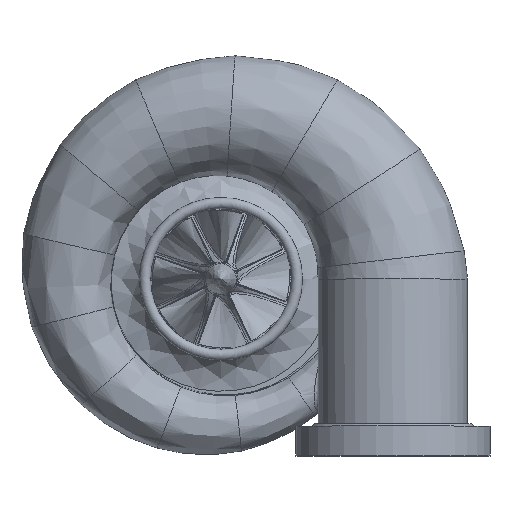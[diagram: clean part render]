
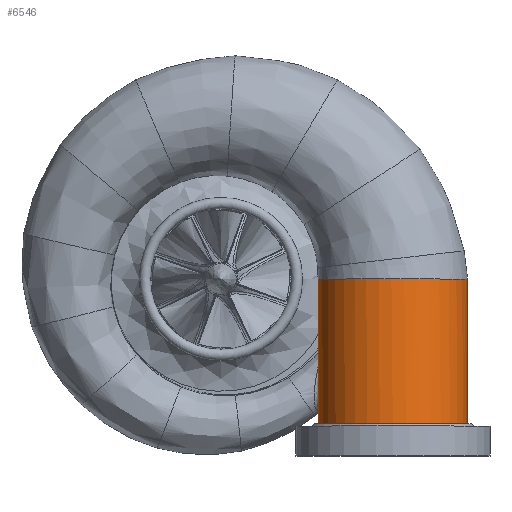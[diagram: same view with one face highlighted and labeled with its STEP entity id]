
A CAD part, top view. The second image highlights one B-rep face of the part: STEP entity #6546.
In plain terms, the highlighted cylindrical face has radius 30 mm (diameter 60 mm), a full revolution.
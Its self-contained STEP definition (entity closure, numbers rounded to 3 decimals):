
#168=CIRCLE('',#7004,30.);
#169=CIRCLE('',#7005,30.);
#170=CIRCLE('',#7006,30.);
#347=CYLINDRICAL_SURFACE('',#7003,30.);
#410=LINE('',#8951,#505);
#411=LINE('',#9258,#506);
#505=VECTOR('',#7355,10.);
#506=VECTOR('',#7364,30.);
#661=FACE_OUTER_BOUND('',#1051,.T.);
#1051=EDGE_LOOP('',(#4251,#4252,#4253,#4254,#4255,#4256,#4257,#4258,#4259));
#1501=B_SPLINE_CURVE_WITH_KNOTS('',3,(#8677,#8678,#8679,#8680,#8681,#8682,
#8683,#8684,#8685,#8686,#8687,#8688,#8689,#8690,#8691),.UNSPECIFIED.,.F.,
 .F.,(4,1,1,1,1,1,1,1,1,1,1,1,4),(-5.819,-4.966,-4.539,
-4.113,-3.687,-3.473,-3.26,
-2.976,-2.407,-2.123,-1.554,
-0.701,0.152),.UNSPECIFIED.);
#1539=B_SPLINE_CURVE_WITH_KNOTS('',3,(#9241,#9242,#9243,#9244,#9245,#9246,
#9247,#9248,#9249,#9250,#9251,#9252,#9253,#9254),.UNSPECIFIED.,.F.,.F.,
(4,2,2,2,2,2,4),(32.203,32.399,33.117,33.937,
34.757,35.576,36.396),.UNSPECIFIED.);
#1540=B_SPLINE_CURVE_WITH_KNOTS('',3,(#9262,#9263,#9264,#9265,#9266,#9267,
#9268,#9269,#9270,#9271),.UNSPECIFIED.,.F.,.F.,(4,2,2,2,4),(0.,
0.155,0.38,0.647,1.296),
 .UNSPECIFIED.);
#2318=VERTEX_POINT('',#8664);
#2320=VERTEX_POINT('',#8676);
#2339=VERTEX_POINT('',#8950);
#2353=VERTEX_POINT('',#9240);
#2354=VERTEX_POINT('',#9255);
#2355=VERTEX_POINT('',#9257);
#2356=VERTEX_POINT('',#9260);
#3061=EDGE_CURVE('',#2318,#2320,#1501,.T.);
#3084=EDGE_CURVE('',#2339,#2320,#410,.T.);
#3104=EDGE_CURVE('',#2318,#2353,#1539,.T.);
#3105=EDGE_CURVE('',#2354,#2353,#168,.T.);
#3106=EDGE_CURVE('',#2355,#2354,#411,.T.);
#3107=EDGE_CURVE('',#2355,#2355,#169,.T.);
#3108=EDGE_CURVE('',#2356,#2354,#170,.T.);
#3109=EDGE_CURVE('',#2356,#2339,#1540,.T.);
#4251=ORIENTED_EDGE('',*,*,#3084,.T.);
#4252=ORIENTED_EDGE('',*,*,#3061,.F.);
#4253=ORIENTED_EDGE('',*,*,#3104,.T.);
#4254=ORIENTED_EDGE('',*,*,#3105,.F.);
#4255=ORIENTED_EDGE('',*,*,#3106,.F.);
#4256=ORIENTED_EDGE('',*,*,#3107,.F.);
#4257=ORIENTED_EDGE('',*,*,#3106,.T.);
#4258=ORIENTED_EDGE('',*,*,#3108,.F.);
#4259=ORIENTED_EDGE('',*,*,#3109,.T.);
#6546=ADVANCED_FACE('',(#661),#347,.T.);
#7003=AXIS2_PLACEMENT_3D('',#9239,#7360,#7361);
#7004=AXIS2_PLACEMENT_3D('',#9256,#7362,#7363);
#7005=AXIS2_PLACEMENT_3D('',#9259,#7365,#7366);
#7006=AXIS2_PLACEMENT_3D('',#9261,#7367,#7368);
#7355=DIRECTION('',(0.,-1.,0.));
#7360=DIRECTION('center_axis',(0.,-1.,0.));
#7361=DIRECTION('ref_axis',(1.,0.,0.));
#7362=DIRECTION('center_axis',(0.,1.,0.));
#7363=DIRECTION('ref_axis',(1.,0.,0.));
#7364=DIRECTION('',(0.,1.,0.));
#7365=DIRECTION('center_axis',(0.,-1.,0.));
#7366=DIRECTION('ref_axis',(1.,0.,0.));
#7367=DIRECTION('center_axis',(0.,1.,0.));
#7368=DIRECTION('ref_axis',(1.,0.,0.));
#8664=CARTESIAN_POINT('',(51.5,-40.473,5.633));
#8676=CARTESIAN_POINT('',(43.259,-21.78,14.593));
#8677=CARTESIAN_POINT('Ctrl Pts',(51.5,-40.473,5.633));
#8678=CARTESIAN_POINT('Ctrl Pts',(50.515,-43.002,6.34));
#8679=CARTESIAN_POINT('Ctrl Pts',(48.855,-46.663,7.654));
#8680=CARTESIAN_POINT('Ctrl Pts',(46.322,-50.835,10.287));
#8681=CARTESIAN_POINT('Ctrl Pts',(44.294,-53.34,12.852));
#8682=CARTESIAN_POINT('Ctrl Pts',(42.58,-54.359,15.672));
#8683=CARTESIAN_POINT('Ctrl Pts',(41.444,-53.843,18.089));
#8684=CARTESIAN_POINT('Ctrl Pts',(40.73,-52.635,19.902));
#8685=CARTESIAN_POINT('Ctrl Pts',(40.083,-49.814,21.926));
#8686=CARTESIAN_POINT('Ctrl Pts',(39.892,-46.025,22.757));
#8687=CARTESIAN_POINT('Ctrl Pts',(39.902,-41.287,22.696));
#8688=CARTESIAN_POINT('Ctrl Pts',(40.19,-35.692,21.552));
#8689=CARTESIAN_POINT('Ctrl Pts',(41.171,-28.863,18.535));
#8690=CARTESIAN_POINT('Ctrl Pts',(42.502,-24.151,15.856));
#8691=CARTESIAN_POINT('Ctrl Pts',(43.259,-21.78,14.593));
#8950=CARTESIAN_POINT('',(43.259,-12.397,14.593));
#8951=CARTESIAN_POINT('',(43.259,0.,14.593));
#9239=CARTESIAN_POINT('Origin',(69.,0.,30.));
#9240=CARTESIAN_POINT('',(65.5,0.,0.205));
#9241=CARTESIAN_POINT('Ctrl Pts',(51.5,-40.473,5.633));
#9242=CARTESIAN_POINT('Ctrl Pts',(51.9,-39.964,5.346));
#9243=CARTESIAN_POINT('Ctrl Pts',(52.299,-39.439,5.074));
#9244=CARTESIAN_POINT('Ctrl Pts',(54.14,-36.946,3.882));
#9245=CARTESIAN_POINT('Ctrl Pts',(55.521,-34.83,3.168));
#9246=CARTESIAN_POINT('Ctrl Pts',(58.025,-30.503,2.041));
#9247=CARTESIAN_POINT('Ctrl Pts',(59.286,-27.994,1.593));
#9248=CARTESIAN_POINT('Ctrl Pts',(61.507,-22.702,0.928));
#9249=CARTESIAN_POINT('Ctrl Pts',(62.467,-19.919,0.71));
#9250=CARTESIAN_POINT('Ctrl Pts',(64.002,-14.236,0.409));
#9251=CARTESIAN_POINT('Ctrl Pts',(64.577,-11.334,0.325));
#9252=CARTESIAN_POINT('Ctrl Pts',(65.326,-5.582,0.223));
#9253=CARTESIAN_POINT('Ctrl Pts',(65.5,-2.733,0.205));
#9254=CARTESIAN_POINT('Ctrl Pts',(65.5,0.,
0.205));
#9255=CARTESIAN_POINT('',(39.,0.,30.));
#9256=CARTESIAN_POINT('Origin',(69.,0.,30.));
#9257=CARTESIAN_POINT('',(39.,-60.,30.));
#9258=CARTESIAN_POINT('',(39.,0.,30.));
#9259=CARTESIAN_POINT('Origin',(69.,-60.,30.));
#9260=CARTESIAN_POINT('',(43.21,0.,14.675));
#9261=CARTESIAN_POINT('Origin',(69.,0.,30.));
#9262=CARTESIAN_POINT('Ctrl Pts',(43.21,0.,
14.675));
#9263=CARTESIAN_POINT('Ctrl Pts',(43.21,-0.516,14.675));
#9264=CARTESIAN_POINT('Ctrl Pts',(43.21,-1.029,14.674));
#9265=CARTESIAN_POINT('Ctrl Pts',(43.213,-2.295,14.669));
#9266=CARTESIAN_POINT('Ctrl Pts',(43.216,-3.032,14.665));
#9267=CARTESIAN_POINT('Ctrl Pts',(43.223,-4.674,14.652));
#9268=CARTESIAN_POINT('Ctrl Pts',(43.228,-5.506,14.644));
#9269=CARTESIAN_POINT('Ctrl Pts',(43.247,-8.687,14.612));
#9270=CARTESIAN_POINT('Ctrl Pts',(43.259,-10.418,14.593));
#9271=CARTESIAN_POINT('Ctrl Pts',(43.259,-12.397,14.593));
